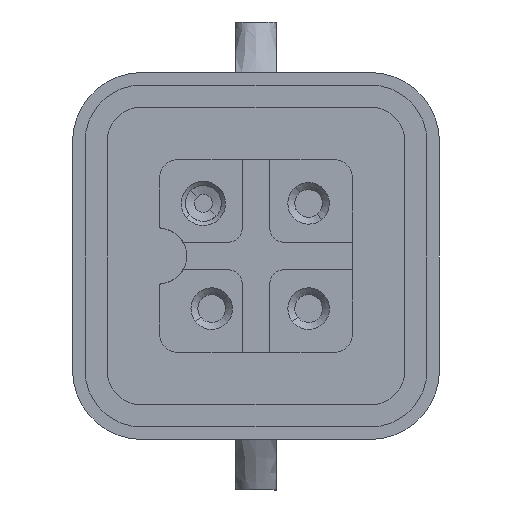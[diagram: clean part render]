
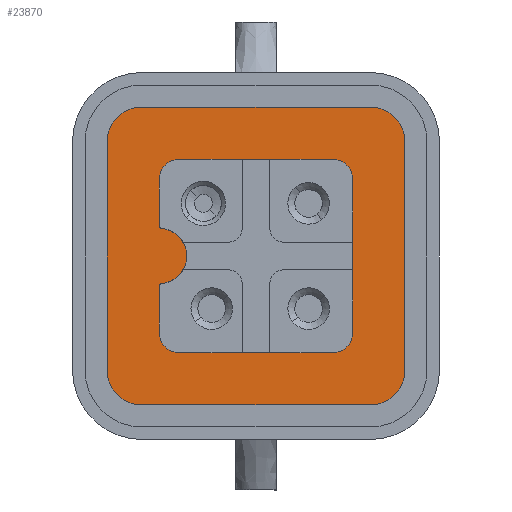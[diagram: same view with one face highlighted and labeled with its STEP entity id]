
A CAD part, left-side view. The second image highlights one B-rep face of the part: STEP entity #23870.
In plain terms, the highlighted face is planar.
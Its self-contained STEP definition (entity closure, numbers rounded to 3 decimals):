
#530=CARTESIAN_POINT('',(11.361,-4.347,
34.023));
#540=DIRECTION('',(0.,0.,1.));
#550=DIRECTION('',(0.766,-0.643,
0.));
#560=AXIS2_PLACEMENT_3D('',#530,#540,#550);
#570=CIRCLE('',#560,2.5);
#580=CARTESIAN_POINT('',(11.834,-6.802,
34.023));
#590=VERTEX_POINT('',#580);
#600=CARTESIAN_POINT('',(13.816,-3.874,
34.023));
#610=VERTEX_POINT('',#600);
#620=EDGE_CURVE('',#590,#610,#570,.T.);
#8880=CARTESIAN_POINT('',(-7.961,8.735,
34.023));
#8890=DIRECTION('',(0.,0.,1.));
#8900=DIRECTION('',(0.766,-0.643,
0.));
#8910=AXIS2_PLACEMENT_3D('',#8880,#8890,#8900);
#8920=CIRCLE('',#8910,2.5);
#8930=CARTESIAN_POINT('',(-8.434,11.19,
34.023));
#8940=VERTEX_POINT('',#8930);
#8950=CARTESIAN_POINT('',(-10.416,8.262,
34.023));
#8960=VERTEX_POINT('',#8950);
#8970=EDGE_CURVE('',#8940,#8960,#8920,.T.);
#10750=CARTESIAN_POINT('',(7.768,14.31,
34.023));
#10760=VERTEX_POINT('',#10750);
#10790=CARTESIAN_POINT('',(-8.911,11.098,
34.023));
#10800=DIRECTION('',(0.982,0.189,
0.));
#10810=VECTOR('',#10800,1.);
#10820=LINE('',#10790,#10810);
#10830=EDGE_CURVE('',#8940,#10760,#10820,.T.);
#14550=CARTESIAN_POINT('',(10.696,12.328,
34.023));
#14560=VERTEX_POINT('',#14550);
#14610=CARTESIAN_POINT('',(9.416,18.969,
34.023));
#14620=DIRECTION('',(0.189,-0.982,
0.));
#14630=VECTOR('',#14620,1.);
#14640=LINE('',#14610,#14630);
#14650=EDGE_CURVE('',#14560,#610,#14640,.T.);
#22410=CARTESIAN_POINT('',(11.394,3.521,
34.023));
#22420=DIRECTION('',(0.,0.,-1.));
#22430=DIRECTION('',(-0.561,-0.828,
0.));
#22440=AXIS2_PLACEMENT_3D('',#22410,#22420,#22430);
#22450=PLANE('',#22440);
#22460=CARTESIAN_POINT('',(2.565,9.286,
34.023));
#22470=DIRECTION('',(0.,0.,1.));
#22480=DIRECTION('',(0.766,-0.643,
0.));
#22490=AXIS2_PLACEMENT_3D('',#22460,#22470,#22480);
#22500=CIRCLE('',#22490,0.2);
#22510=CARTESIAN_POINT('',(2.527,9.482,
34.023));
#22520=VERTEX_POINT('',#22510);
#22530=CARTESIAN_POINT('',(2.366,9.266,
34.023));
#22540=VERTEX_POINT('',#22530);
#22550=EDGE_CURVE('',#22520,#22540,#22500,.T.);
#22560=ORIENTED_EDGE('',*,*,#22550,.F.);
#22570=CARTESIAN_POINT('',(0.376,9.068,
34.023));
#22580=DIRECTION('',(0.,0.,1.));
#22590=DIRECTION('',(0.982,0.189,
0.));
#22600=AXIS2_PLACEMENT_3D('',#22570,#22580,#22590);
#22610=CIRCLE('',#22600,2.);
#22620=CARTESIAN_POINT('',(-1.545,8.512,
34.023));
#22630=VERTEX_POINT('',#22620);
#22640=EDGE_CURVE('',#22630,#22540,#22610,.T.);
#22650=ORIENTED_EDGE('',*,*,#22640,.T.);
#22660=CARTESIAN_POINT('',(-1.737,8.457,
34.023));
#22670=DIRECTION('',(0.,0.,1.));
#22680=DIRECTION('',(0.766,-0.643,
0.));
#22690=AXIS2_PLACEMENT_3D('',#22660,#22670,#22680);
#22700=CIRCLE('',#22690,0.2);
#22710=CARTESIAN_POINT('',(-1.775,8.653,
34.023));
#22720=VERTEX_POINT('',#22710);
#22730=EDGE_CURVE('',#22630,#22720,#22700,.T.);
#22740=ORIENTED_EDGE('',*,*,#22730,.F.);
#22750=CARTESIAN_POINT('',(-5.21,7.992,
34.023));
#22760=DIRECTION('',(0.982,0.189,
0.));
#22770=VECTOR('',#22760,1.);
#22780=LINE('',#22750,#22770);
#22790=CARTESIAN_POINT('',(-5.025,8.027,
34.023));
#22800=VERTEX_POINT('',#22790);
#22810=EDGE_CURVE('',#22800,#22720,#22780,.T.);
#22820=ORIENTED_EDGE('',*,*,#22810,.T.);
#22830=CARTESIAN_POINT('',(-4.741,6.554,
34.023));
#22840=DIRECTION('',(0.,0.,-1.));
#22850=DIRECTION('',(-0.766,0.643,
0.));
#22860=AXIS2_PLACEMENT_3D('',#22830,#22840,#22850);
#22870=CIRCLE('',#22860,1.5);
#22880=CARTESIAN_POINT('',(-6.214,6.271,
34.023));
#22890=VERTEX_POINT('',#22880);
#22900=EDGE_CURVE('',#22890,#22800,#22870,.T.);
#22910=ORIENTED_EDGE('',*,*,#22900,.T.);
#22920=CARTESIAN_POINT('',(-5.285,1.449,
34.023));
#22930=DIRECTION('',(-0.189,0.982,
0.));
#22940=VECTOR('',#22930,1.);
#22950=LINE('',#22920,#22940);
#22960=CARTESIAN_POINT('',(-4.133,-4.531,
34.023));
#22970=VERTEX_POINT('',#22960);
#22980=EDGE_CURVE('',#22970,#22890,#22950,.T.);
#22990=ORIENTED_EDGE('',*,*,#22980,.T.);
#23000=CARTESIAN_POINT('',(-2.661,-4.247,
34.023));
#23010=DIRECTION('',(0.,0.,-1.));
#23020=DIRECTION('',(-0.766,0.643,
0.));
#23030=AXIS2_PLACEMENT_3D('',#23000,#23010,#23020);
#23040=CIRCLE('',#23030,1.5);
#23050=CARTESIAN_POINT('',(-2.377,-5.72,
34.023));
#23060=VERTEX_POINT('',#23050);
#23070=EDGE_CURVE('',#23060,#22970,#23040,.T.);
#23080=ORIENTED_EDGE('',*,*,#23070,.T.);
#23090=CARTESIAN_POINT('',(8.61,-3.604,
34.023));
#23100=DIRECTION('',(-0.982,-0.189,
0.));
#23110=VECTOR('',#23100,1.);
#23120=LINE('',#23090,#23110);
#23130=CARTESIAN_POINT('',(8.425,-3.639,
34.023));
#23140=VERTEX_POINT('',#23130);
#23150=EDGE_CURVE('',#23140,#23060,#23120,.T.);
#23160=ORIENTED_EDGE('',*,*,#23150,.T.);
#23170=CARTESIAN_POINT('',(8.141,-2.167,
34.023));
#23180=DIRECTION('',(0.,0.,-1.));
#23190=DIRECTION('',(-0.766,0.643,
0.));
#23200=AXIS2_PLACEMENT_3D('',#23170,#23180,#23190);
#23210=CIRCLE('',#23200,1.5);
#23220=CARTESIAN_POINT('',(9.614,-1.883,
34.023));
#23230=VERTEX_POINT('',#23220);
#23240=EDGE_CURVE('',#23230,#23140,#23210,.T.);
#23250=ORIENTED_EDGE('',*,*,#23240,.T.);
#23260=CARTESIAN_POINT('',(6.31,15.268,
34.023));
#23270=DIRECTION('',(0.189,-0.982,
0.));
#23280=VECTOR('',#23270,1.);
#23290=LINE('',#23260,#23280);
#23300=CARTESIAN_POINT('',(7.533,8.919,
34.023));
#23310=VERTEX_POINT('',#23300);
#23320=EDGE_CURVE('',#23310,#23230,#23290,.T.);
#23330=ORIENTED_EDGE('',*,*,#23320,.T.);
#23340=CARTESIAN_POINT('',(6.061,8.635,
34.023));
#23350=DIRECTION('',(0.,0.,-1.));
#23360=DIRECTION('',(-0.766,0.643,
0.));
#23370=AXIS2_PLACEMENT_3D('',#23340,#23350,#23360);
#23380=CIRCLE('',#23370,1.5);
#23390=CARTESIAN_POINT('',(5.777,10.108,
34.023));
#23400=VERTEX_POINT('',#23390);
#23410=EDGE_CURVE('',#23400,#23310,#23380,.T.);
#23420=ORIENTED_EDGE('',*,*,#23410,.T.);
#23430=CARTESIAN_POINT('',(-5.21,7.992,
34.023));
#23440=DIRECTION('',(0.982,0.189,
0.));
#23450=VECTOR('',#23440,1.);
#23460=LINE('',#23430,#23450);
#23470=EDGE_CURVE('',#22520,#23400,#23460,.T.);
#23480=ORIENTED_EDGE('',*,*,#23470,.T.);
#23490=EDGE_LOOP('',(#23480,#23420,#23330,#23250,#23160,#23080,#22990,
#22910,#22820,#22740,#22650,#22560));
#23500=FACE_BOUND('',#23490,.T.);
#23510=ORIENTED_EDGE('',*,*,#620,.T.);
#23520=CARTESIAN_POINT('',(12.311,-6.71,
34.023));
#23530=DIRECTION('',(-0.982,-0.189,
0.));
#23540=VECTOR('',#23530,1.);
#23550=LINE('',#23520,#23540);
#23560=CARTESIAN_POINT('',(-4.368,-9.922,
34.023));
#23570=VERTEX_POINT('',#23560);
#23580=EDGE_CURVE('',#590,#23570,#23550,.T.);
#23590=ORIENTED_EDGE('',*,*,#23580,.F.);
#23600=CARTESIAN_POINT('',(-4.841,-7.468,
34.023));
#23610=DIRECTION('',(0.,0.,1.));
#23620=DIRECTION('',(0.766,-0.643,
0.));
#23630=AXIS2_PLACEMENT_3D('',#23600,#23610,#23620);
#23640=CIRCLE('',#23630,2.5);
#23650=CARTESIAN_POINT('',(-7.296,-7.94,
34.023));
#23660=VERTEX_POINT('',#23650);
#23670=EDGE_CURVE('',#23660,#23570,#23640,.T.);
#23680=ORIENTED_EDGE('',*,*,#23670,.T.);
#23690=CARTESIAN_POINT('',(-8.391,-2.253,
34.023));
#23700=DIRECTION('',(-0.189,0.982,
0.));
#23710=VECTOR('',#23700,1.);
#23720=LINE('',#23690,#23710);
#23730=EDGE_CURVE('',#23660,#8960,#23720,.T.);
#23740=ORIENTED_EDGE('',*,*,#23730,.F.);
#23750=ORIENTED_EDGE('',*,*,#8970,.T.);
#23760=ORIENTED_EDGE('',*,*,#10830,.F.);
#23770=CARTESIAN_POINT('',(8.241,11.855,
34.023));
#23780=DIRECTION('',(0.,0.,1.));
#23790=DIRECTION('',(0.766,-0.643,
0.));
#23800=AXIS2_PLACEMENT_3D('',#23770,#23780,#23790);
#23810=CIRCLE('',#23800,2.5);
#23820=EDGE_CURVE('',#14560,#10760,#23810,.T.);
#23830=ORIENTED_EDGE('',*,*,#23820,.T.);
#23840=ORIENTED_EDGE('',*,*,#14650,.F.);
#23850=EDGE_LOOP('',(#23840,#23830,#23760,#23750,#23740,#23680,#23590,
#23510));
#23860=FACE_OUTER_BOUND('',#23850,.T.);
#23870=ADVANCED_FACE('',(#23500,#23860),#22450,.F.);
